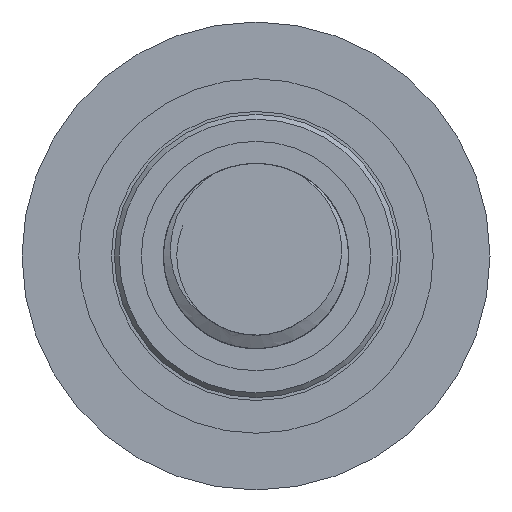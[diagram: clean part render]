
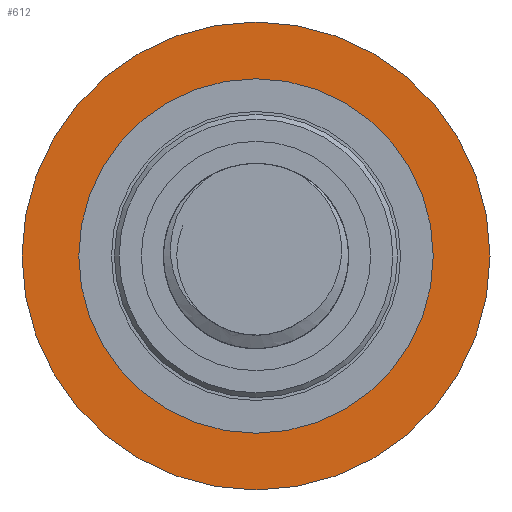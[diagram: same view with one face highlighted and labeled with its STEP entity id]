
A CAD part, front view. The second image highlights one B-rep face of the part: STEP entity #612.
In plain terms, the highlighted planar face has unit normal (0, -1, 0).
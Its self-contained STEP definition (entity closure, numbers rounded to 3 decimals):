
#21=FACE_BOUND('',#107,.T.);
#27=PLANE('',#676);
#65=FACE_OUTER_BOUND('',#106,.T.);
#106=EDGE_LOOP('',(#547));
#107=EDGE_LOOP('',(#548));
#121=CIRCLE('',#671,15.15);
#122=CIRCLE('',#674,20.);
#280=VERTEX_POINT('',#3627);
#281=VERTEX_POINT('',#3632);
#368=EDGE_CURVE('',#280,#280,#121,.T.);
#369=EDGE_CURVE('',#281,#281,#122,.T.);
#547=ORIENTED_EDGE('',*,*,#369,.T.);
#548=ORIENTED_EDGE('',*,*,#368,.T.);
#612=ADVANCED_FACE('',(#65,#21),#27,.T.);
#671=AXIS2_PLACEMENT_3D('',#3629,#791,#792);
#674=AXIS2_PLACEMENT_3D('',#3633,#797,#798);
#676=AXIS2_PLACEMENT_3D('',#3637,#802,#803);
#791=DIRECTION('center_axis',(0.,1.,0.));
#792=DIRECTION('ref_axis',(1.,0.,0.));
#797=DIRECTION('center_axis',(0.,-1.,0.));
#798=DIRECTION('ref_axis',(1.,0.,0.));
#802=DIRECTION('center_axis',(0.,-1.,0.));
#803=DIRECTION('ref_axis',(1.,0.,0.));
#3627=CARTESIAN_POINT('',(34.85,-24.,20.5));
#3629=CARTESIAN_POINT('Origin',(50.,-24.,20.5));
#3632=CARTESIAN_POINT('',(30.,-24.,20.5));
#3633=CARTESIAN_POINT('Origin',(50.,-24.,20.5));
#3637=CARTESIAN_POINT('Origin',(50.,-24.,20.5));
